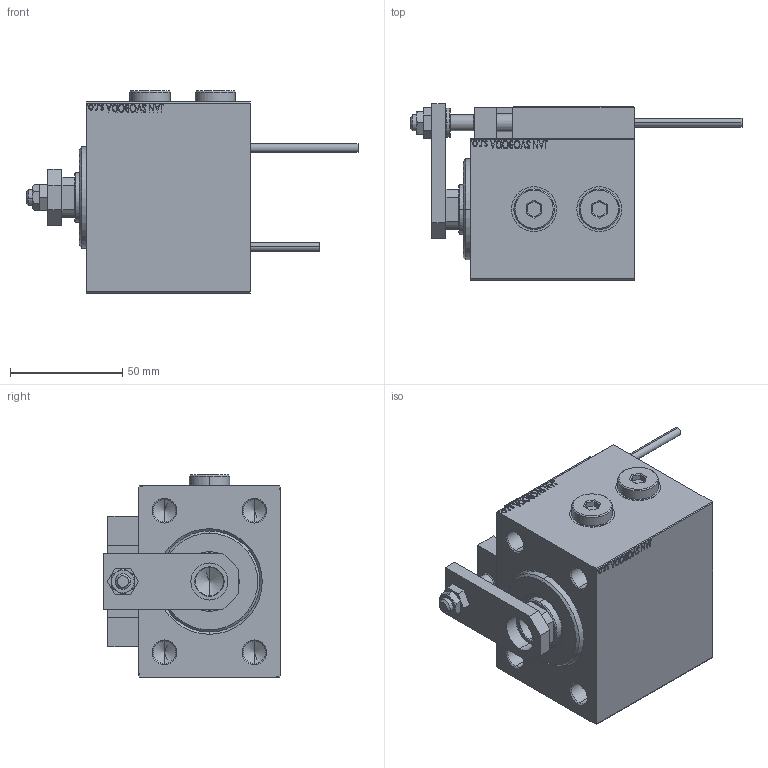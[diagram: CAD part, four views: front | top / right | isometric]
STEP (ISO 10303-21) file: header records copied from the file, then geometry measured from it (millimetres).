
FILE_DESCRIPTION (( 'STEP AP203' ), '1' );
FILE_NAME ('9c18.STEP', '2024-02-13T03:00:38', ( '' ), ( '' ), 'SwSTEP 2.0', 'SolidWorks 2019', '' );
FILE_SCHEMA (( 'CONFIG_CONTROL_DESIGN' ));
Length unit declared in the file: millimetre
Products named in the file (17): SWITCH DIM B,W b564db8a68cfb58b1d8e92b87952cc75; NUT_D10 b564db8a68cfb58b1d8e92b87952cc75; Block b564db8a68cfb58b1d8e92b87952cc75; SWITCH X b564db8a68cfb58b1d8e92b87952cc75; ZARAZKA b564db8a68cfb58b1d8e92b87952cc75; SWITCH_X_FRONT_BACK b564db8a68cfb58b1d8e92b87952cc75; V450CM_VC_B b564db8a68cfb58b1d8e92b87952cc75; ALLEN BOLT D5 b564db8a68cfb58b1d8e92b87952cc75; TYC_L79 b564db8a68cfb58b1d8e92b87952cc75; 9c18; ALLEN BOLT D8 b564db8a68cfb58b1d8e92b87952cc75; V450CM_B_Body b564db8a68cfb58b1d8e92b87952cc75; NUT_D12 b564db8a68cfb58b1d8e92b87952cc75; KONCOVKA b564db8a68cfb58b1d8e92b87952cc75; V450CM_B_VCP b564db8a68cfb58b1d8e92b87952cc75; Zatka_OIL_PORT b564db8a68cfb58b1d8e92b87952cc75; MAGNET b564db8a68cfb58b1d8e92b87952cc75
Assembly tree (27 placements, depth 3):
  9c18
    V450CM_B_Body b564db8a68cfb58b1d8e92b87952cc75
    V450CM_B_VCP b564db8a68cfb58b1d8e92b87952cc75
    SWITCH X b564db8a68cfb58b1d8e92b87952cc75
      SWITCH_X_FRONT_BACK b564db8a68cfb58b1d8e92b87952cc75  x2
      TYC_L79 b564db8a68cfb58b1d8e92b87952cc75
      Block b564db8a68cfb58b1d8e92b87952cc75  x2
      ALLEN BOLT D5 b564db8a68cfb58b1d8e92b87952cc75  x4
      ALLEN BOLT D8 b564db8a68cfb58b1d8e92b87952cc75  x4
      MAGNET b564db8a68cfb58b1d8e92b87952cc75  x2
      KONCOVKA b564db8a68cfb58b1d8e92b87952cc75  x2
    NUT_D10 b564db8a68cfb58b1d8e92b87952cc75
    NUT_D12 b564db8a68cfb58b1d8e92b87952cc75
    SWITCH DIM B,W b564db8a68cfb58b1d8e92b87952cc75
    ZARAZKA b564db8a68cfb58b1d8e92b87952cc75
    V450CM_VC_B b564db8a68cfb58b1d8e92b87952cc75
    Zatka_OIL_PORT b564db8a68cfb58b1d8e92b87952cc75  x2
Bounding box: 147.7 x 78.5 x 89.9 mm (x, y, z)
Volume: 415608.8 mm3; surface area: 89221.7 mm2
Topology: 26 solids, 26 shells, 1370 faces, 3264 edges, 2066 vertices
Faces by surface type: plane 595, bspline 380, cylinder 198, cone 149, torus 44, sphere 4
Entity records: 52340 total; most frequent: CARTESIAN_POINT 26397, ORIENTED_EDGE 5436, DIRECTION 3771, EDGE_CURVE 2718, VERTEX_POINT 1766, LINE 1571, VECTOR 1571, EDGE_LOOP 1264
